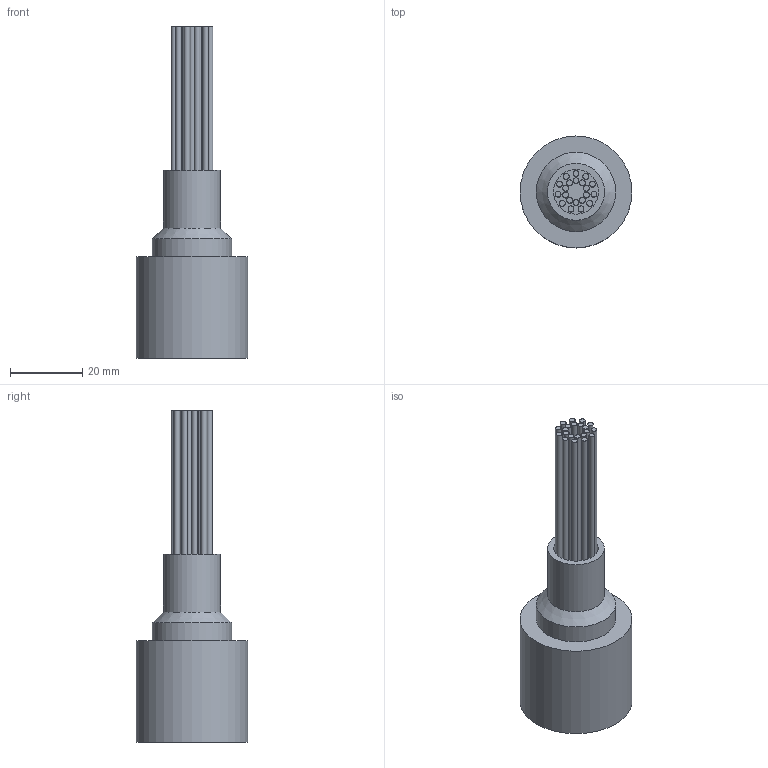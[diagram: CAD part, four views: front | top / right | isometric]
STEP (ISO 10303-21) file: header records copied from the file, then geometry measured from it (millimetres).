
FILE_DESCRIPTION(/* description */ (''),/* implementation_level */ '2;1');
FILE_NAME(/* name */ 'MCOM21F.stp',/* time_stamp */ '2014-11-26T09:51:53+01:00',/* author */ ('sh'),/* organization */ (''),/* preprocessor_version */ 'ST-DEVELOPER v15.2',/* originating_system */ 'Autodesk Inventor 2014',/* authorisation */ '');
FILE_SCHEMA (('AUTOMOTIVE_DESIGN { 1 0 10303 214 3 1 1 }'));
Length unit declared in the file: millimetre
Products named in the file (1): MCOM21F
Bounding box: 31 x 31 x 92 mm (x, y, z)
Volume: 24240.8 mm3; surface area: 16020.9 mm2
Topology: 1 solids, 1 shells, 635 faces, 1632 edges, 1088 vertices
Faces by surface type: plane 329, bspline 259, cylinder 46, cone 1
Full cylindrical faces by diameter (mm): 1.6 x21, 3.2 x21, 12.4 x1, 15.8 x1, 22 x1, 31 x1
Entity records: 21149 total; most frequent: CARTESIAN_POINT 7449, ORIENTED_EDGE 3166, DIRECTION 1911, EDGE_CURVE 1583, VERTEX_POINT 1086, LINE 973, VECTOR 973, EDGE_LOOP 771
